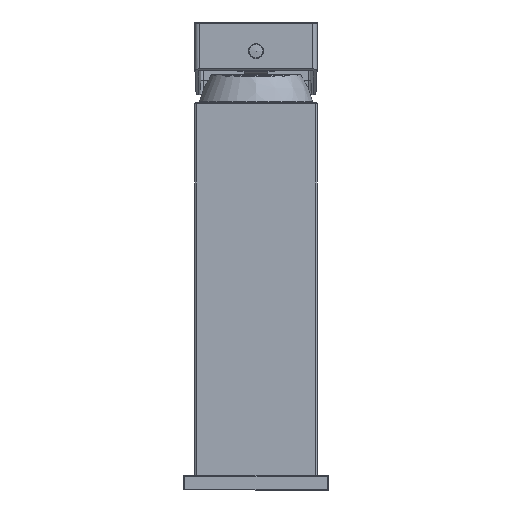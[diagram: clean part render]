
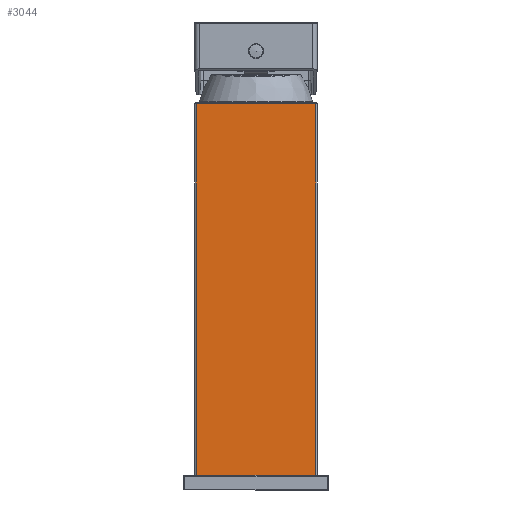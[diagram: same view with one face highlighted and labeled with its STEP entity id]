
A CAD part, left-side view. The second image highlights one B-rep face of the part: STEP entity #3044.
In plain terms, the highlighted planar face has unit normal (-1, 0, 0).
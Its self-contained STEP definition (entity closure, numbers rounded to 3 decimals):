
#228=LINE('',#4691,#478);
#238=LINE('',#5043,#488);
#240=LINE('',#5050,#490);
#241=LINE('',#5053,#491);
#478=VECTOR('',#3692,40.978);
#488=VECTOR('',#3734,127.5);
#490=VECTOR('',#3742,40.978);
#491=VECTOR('',#3747,127.5);
#737=FACE_OUTER_BOUND('',#934,.T.);
#934=EDGE_LOOP('',(#2085,#2086,#2087,#2088));
#1312=VERTEX_POINT('',#4688);
#1313=VERTEX_POINT('',#4690);
#1329=VERTEX_POINT('',#5040);
#1331=VERTEX_POINT('',#5049);
#1590=EDGE_CURVE('',#1313,#1312,#228,.T.);
#1613=EDGE_CURVE('',#1329,#1313,#238,.T.);
#1616=EDGE_CURVE('',#1329,#1331,#240,.T.);
#1618=EDGE_CURVE('',#1312,#1331,#241,.T.);
#2085=ORIENTED_EDGE('',*,*,#1616,.F.);
#2086=ORIENTED_EDGE('',*,*,#1613,.T.);
#2087=ORIENTED_EDGE('',*,*,#1590,.T.);
#2088=ORIENTED_EDGE('',*,*,#1618,.T.);
#2960=PLANE('',#3329);
#3044=ADVANCED_FACE('',(#737),#2960,.T.);
#3329=AXIS2_PLACEMENT_3D('',#5052,#3745,#3746);
#3692=DIRECTION('',(0.,-1.,0.));
#3734=DIRECTION('',(0.,0.,-1.));
#3742=DIRECTION('',(0.,-1.,0.));
#3745=DIRECTION('center_axis',(-1.,0.,0.));
#3746=DIRECTION('ref_axis',(0.,0.,
-1.));
#3747=DIRECTION('',(0.,0.,1.));
#4688=CARTESIAN_POINT('',(-21.,-20.113,5.617));
#4690=CARTESIAN_POINT('',(-21.,20.866,5.617));
#4691=CARTESIAN_POINT('',(-21.,20.866,5.617));
#5040=CARTESIAN_POINT('',(-21.,20.866,133.117));
#5043=CARTESIAN_POINT('',(-21.,20.866,133.117));
#5049=CARTESIAN_POINT('',(-21.,-20.113,133.117));
#5050=CARTESIAN_POINT('',(-21.,20.866,133.117));
#5052=CARTESIAN_POINT('Origin',(-21.,21.377,133.617));
#5053=CARTESIAN_POINT('',(-21.,-20.113,5.617));
